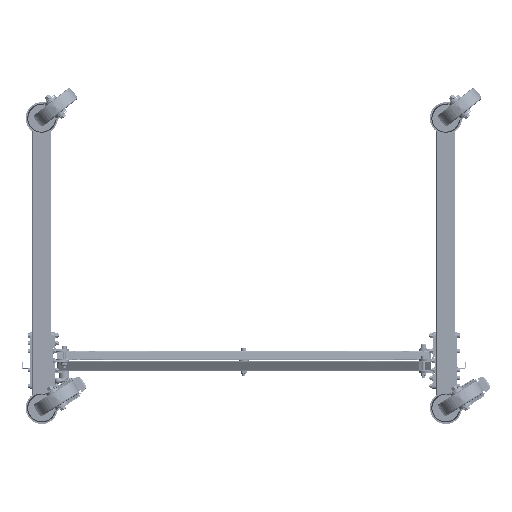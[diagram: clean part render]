
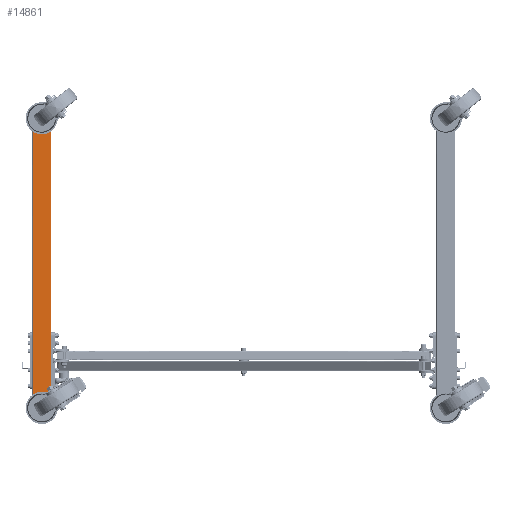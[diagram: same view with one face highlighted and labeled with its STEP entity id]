
A CAD part, front view. The second image highlights one B-rep face of the part: STEP entity #14861.
In plain terms, the highlighted free-form (B-spline) face has degree [1, 1] with [2, 2] control points.
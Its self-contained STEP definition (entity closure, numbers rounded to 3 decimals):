
#12978 = VERTEX_POINT('',#12979);
#12979 = CARTESIAN_POINT('',(-889.15,0.,
    -204.627));
#12997 = VERTEX_POINT('',#12998);
#12998 = CARTESIAN_POINT('',(-861.798,0.,
    -204.627));
#13003 = EDGE_CURVE('',#12997,#12978,#13004,.T.);
#13004 = ( BOUNDED_CURVE() B_SPLINE_CURVE(2,(#13005,#13006,#13007,#13008
,#13009),.UNSPECIFIED.,.F.,.F.) B_SPLINE_CURVE_WITH_KNOTS((3,2,3),(
    3.142,4.712,6.283),
.PIECEWISE_BEZIER_KNOTS.) CURVE() GEOMETRIC_REPRESENTATION_ITEM() 
RATIONAL_B_SPLINE_CURVE((1.,0.707,1.,0.707,1.)) 
REPRESENTATION_ITEM('') );
#13005 = CARTESIAN_POINT('',(-861.798,0.,
    -204.627));
#13006 = CARTESIAN_POINT('',(-861.798,0.,
    -218.303));
#13007 = CARTESIAN_POINT('',(-875.474,0.,
    -218.303));
#13008 = CARTESIAN_POINT('',(-889.15,0.,
    -218.303));
#13009 = CARTESIAN_POINT('',(-889.15,0.,
    -204.627));
#13026 = VERTEX_POINT('',#13027);
#13027 = CARTESIAN_POINT('',(-889.15,0.,
    1050.419));
#13045 = VERTEX_POINT('',#13046);
#13046 = CARTESIAN_POINT('',(-861.798,0.,
    1050.419));
#13051 = EDGE_CURVE('',#13045,#13026,#13052,.T.);
#13052 = ( BOUNDED_CURVE() B_SPLINE_CURVE(2,(#13053,#13054,#13055,#13056
,#13057),.UNSPECIFIED.,.F.,.F.) B_SPLINE_CURVE_WITH_KNOTS((3,2,3),(
    3.142,4.712,6.283),
.PIECEWISE_BEZIER_KNOTS.) CURVE() GEOMETRIC_REPRESENTATION_ITEM() 
RATIONAL_B_SPLINE_CURVE((1.,0.707,1.,0.707,1.)) 
REPRESENTATION_ITEM('') );
#13053 = CARTESIAN_POINT('',(-861.798,0.,
    1050.419));
#13054 = CARTESIAN_POINT('',(-861.798,0.,
    1036.743));
#13055 = CARTESIAN_POINT('',(-875.474,0.,
    1036.743));
#13056 = CARTESIAN_POINT('',(-889.15,0.,
    1036.743));
#13057 = CARTESIAN_POINT('',(-889.15,0.,
    1050.419));
#14342 = VERTEX_POINT('',#14343);
#14343 = CARTESIAN_POINT('',(-837.277,0.,
    -259.194));
#14359 = VERTEX_POINT('',#14360);
#14360 = CARTESIAN_POINT('',(-837.277,0.,
    1104.986));
#14366 = EDGE_CURVE('',#14359,#14342,#14367,.T.);
#14367 = B_SPLINE_CURVE_WITH_KNOTS('',1,(#14368,#14369),.UNSPECIFIED.,
  .F.,.F.,(2,2),(-0.,1000.),.PIECEWISE_BEZIER_KNOTS.);
#14368 = CARTESIAN_POINT('',(-837.277,0.,
    1104.986));
#14369 = CARTESIAN_POINT('',(-837.277,0.,
    -259.194));
#14834 = VERTEX_POINT('',#14835);
#14835 = CARTESIAN_POINT('',(-913.671,0.,
    -259.194));
#14841 = EDGE_CURVE('',#14842,#14834,#14844,.T.);
#14842 = VERTEX_POINT('',#14843);
#14843 = CARTESIAN_POINT('',(-913.671,0.,
    1104.986));
#14844 = B_SPLINE_CURVE_WITH_KNOTS('',1,(#14845,#14846),.UNSPECIFIED.,
  .F.,.F.,(2,2),(-0.,1000.),.PIECEWISE_BEZIER_KNOTS.);
#14845 = CARTESIAN_POINT('',(-913.671,0.,
    1104.986));
#14846 = CARTESIAN_POINT('',(-913.671,0.,
    -259.194));
#14861 = ADVANCED_FACE('',(#14862,#14873,#14884),#14898,.F.);
#14862 = FACE_BOUND('',#14863,.T.);
#14863 = EDGE_LOOP('',(#14864,#14872));
#14864 = ORIENTED_EDGE('',*,*,#14865,.T.);
#14865 = EDGE_CURVE('',#12978,#12997,#14866,.T.);
#14866 = ( BOUNDED_CURVE() B_SPLINE_CURVE(2,(#14867,#14868,#14869,#14870
,#14871),.UNSPECIFIED.,.F.,.F.) B_SPLINE_CURVE_WITH_KNOTS((3,2,3),(0.,
1.571,3.142),.PIECEWISE_BEZIER_KNOTS.) CURVE() 
GEOMETRIC_REPRESENTATION_ITEM() RATIONAL_B_SPLINE_CURVE((1.,
0.707,1.,0.707,1.)) REPRESENTATION_ITEM('') );
#14867 = CARTESIAN_POINT('',(-889.15,0.,
    -204.627));
#14868 = CARTESIAN_POINT('',(-889.15,0.,
    -190.951));
#14869 = CARTESIAN_POINT('',(-875.474,0.,
    -190.951));
#14870 = CARTESIAN_POINT('',(-861.798,0.,
    -190.951));
#14871 = CARTESIAN_POINT('',(-861.798,0.,
    -204.627));
#14872 = ORIENTED_EDGE('',*,*,#13003,.T.);
#14873 = FACE_BOUND('',#14874,.T.);
#14874 = EDGE_LOOP('',(#14875,#14883));
#14875 = ORIENTED_EDGE('',*,*,#14876,.T.);
#14876 = EDGE_CURVE('',#13026,#13045,#14877,.T.);
#14877 = ( BOUNDED_CURVE() B_SPLINE_CURVE(2,(#14878,#14879,#14880,#14881
,#14882),.UNSPECIFIED.,.F.,.F.) B_SPLINE_CURVE_WITH_KNOTS((3,2,3),(0.,
1.571,3.142),.PIECEWISE_BEZIER_KNOTS.) CURVE() 
GEOMETRIC_REPRESENTATION_ITEM() RATIONAL_B_SPLINE_CURVE((1.,
0.707,1.,0.707,1.)) REPRESENTATION_ITEM('') );
#14878 = CARTESIAN_POINT('',(-889.15,0.,
    1050.419));
#14879 = CARTESIAN_POINT('',(-889.15,0.,
    1064.094));
#14880 = CARTESIAN_POINT('',(-875.474,0.,
    1064.094));
#14881 = CARTESIAN_POINT('',(-861.798,0.,
    1064.094));
#14882 = CARTESIAN_POINT('',(-861.798,0.,
    1050.419));
#14883 = ORIENTED_EDGE('',*,*,#13051,.T.);
#14884 = FACE_BOUND('',#14885,.T.);
#14885 = EDGE_LOOP('',(#14886,#14891,#14892,#14897));
#14886 = ORIENTED_EDGE('',*,*,#14887,.T.);
#14887 = EDGE_CURVE('',#14834,#14342,#14888,.T.);
#14888 = B_SPLINE_CURVE_WITH_KNOTS('',1,(#14889,#14890),.UNSPECIFIED.,
  .F.,.F.,(2,2),(0.,56.),.PIECEWISE_BEZIER_KNOTS.);
#14889 = CARTESIAN_POINT('',(-913.671,0.,
    -259.194));
#14890 = CARTESIAN_POINT('',(-837.277,0.,
    -259.194));
#14891 = ORIENTED_EDGE('',*,*,#14366,.F.);
#14892 = ORIENTED_EDGE('',*,*,#14893,.F.);
#14893 = EDGE_CURVE('',#14842,#14359,#14894,.T.);
#14894 = B_SPLINE_CURVE_WITH_KNOTS('',1,(#14895,#14896),.UNSPECIFIED.,
  .F.,.F.,(2,2),(0.,56.),.PIECEWISE_BEZIER_KNOTS.);
#14895 = CARTESIAN_POINT('',(-913.671,0.,
    1104.986));
#14896 = CARTESIAN_POINT('',(-837.277,0.,
    1104.986));
#14897 = ORIENTED_EDGE('',*,*,#14841,.T.);
#14898 = B_SPLINE_SURFACE_WITH_KNOTS('',1,1,(
    (#14899,#14900)
    ,(#14901,#14902
    )),.UNSPECIFIED.,.F.,.F.,.F.,(2,2),(2,2),(0.,1000.
    ),(-56.,0.),.PIECEWISE_BEZIER_KNOTS.);
#14899 = CARTESIAN_POINT('',(-837.277,0.,
    1104.986));
#14900 = CARTESIAN_POINT('',(-913.671,0.,
    1104.986));
#14901 = CARTESIAN_POINT('',(-837.277,0.,
    -259.194));
#14902 = CARTESIAN_POINT('',(-913.671,0.,
    -259.194));
